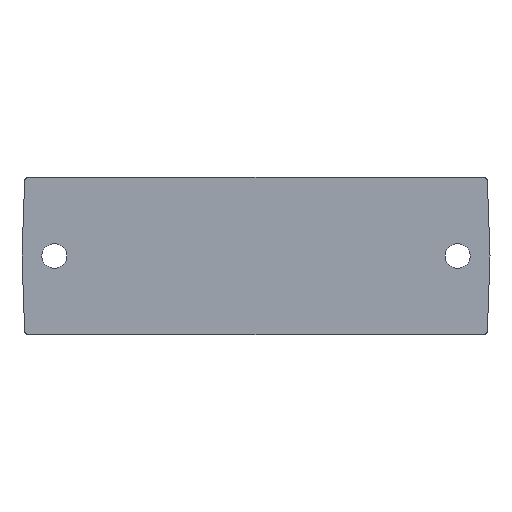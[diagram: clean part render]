
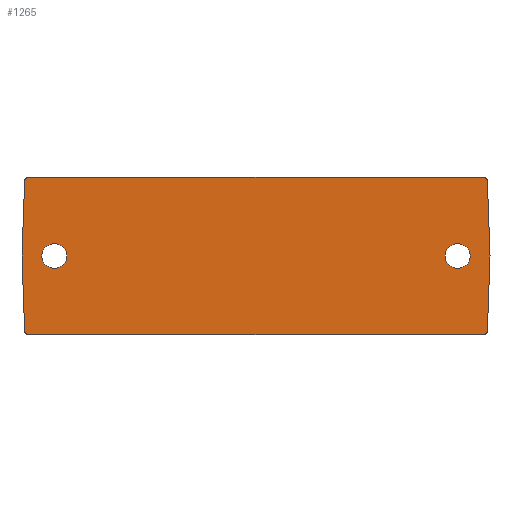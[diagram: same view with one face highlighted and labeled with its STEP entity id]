
A CAD part, front view. The second image highlights one B-rep face of the part: STEP entity #1265.
In plain terms, the highlighted planar face has unit normal (0, -1, 0).
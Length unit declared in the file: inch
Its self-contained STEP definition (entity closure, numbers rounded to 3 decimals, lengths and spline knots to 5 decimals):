
#13 = DIRECTION ( 'NONE',  ( 0., 1., 0. ) ) ;
#17 = LINE ( 'NONE', #3206, #3918 ) ;
#133 = DIRECTION ( 'NONE',  ( -1., 0., 0. ) ) ;
#194 = EDGE_CURVE ( 'NONE', #521, #3188, #394, .T. ) ;
#246 = DIRECTION ( 'NONE',  ( -1., 0., 0. ) ) ;
#272 = AXIS2_PLACEMENT_3D ( 'NONE', #3153, #3136, #4757 ) ;
#282 = CIRCLE ( 'NONE', #1957, 0.03 ) ;
#394 = LINE ( 'NONE', #1563, #1430 ) ;
#442 = CIRCLE ( 'NONE', #2458, 0.094 ) ;
#474 = FACE_BOUND ( 'NONE', #1921, .T. ) ;
#476 = ORIENTED_EDGE ( 'NONE', *, *, #1469, .F. ) ;
#521 = VERTEX_POINT ( 'NONE', #4250 ) ;
#618 = DIRECTION ( 'NONE',  ( -1., 0., 0. ) ) ;
#660 = EDGE_CURVE ( 'NONE', #2891, #2280, #442, .T. ) ;
#751 = CARTESIAN_POINT ( 'NONE',  ( 1.746, -1.12598, -0.56554 ) ) ;
#764 = EDGE_CURVE ( 'NONE', #3188, #4504, #1424, .T. ) ;
#791 = DIRECTION ( 'NONE',  ( 1., 0., 0. ) ) ;
#800 = VECTOR ( 'NONE', #3453, 39.37008 ) ;
#814 = CARTESIAN_POINT ( 'NONE',  ( -1.746, -1.12598, 0.56554 ) ) ;
#824 = CARTESIAN_POINT ( 'NONE',  ( -1.746, -1.12598, -0.56554 ) ) ;
#875 = ORIENTED_EDGE ( 'NONE', *, *, #2373, .T. ) ;
#1021 = EDGE_CURVE ( 'NONE', #2280, #2891, #1893, .T. ) ;
#1118 = CIRCLE ( 'NONE', #4900, 0.094 ) ;
#1227 = CARTESIAN_POINT ( 'NONE',  ( 1.746, -1.12598, 0.56554 ) ) ;
#1255 = EDGE_CURVE ( 'NONE', #4239, #4390, #3933, .T. ) ;
#1265 = ADVANCED_FACE ( 'NONE', ( #1510, #474, #2727 ), #2244, .F. ) ;
#1317 = ORIENTED_EDGE ( 'NONE', *, *, #2006, .F. ) ;
#1386 = CARTESIAN_POINT ( 'NONE',  ( -1.76575, -1.12598, 0. ) ) ;
#1389 = CARTESIAN_POINT ( 'NONE',  ( 1.71602, -1.12598, 0.56449 ) ) ;
#1408 = DIRECTION ( 'NONE',  ( 0., -1., 0. ) ) ;
#1424 = CIRCLE ( 'NONE', #272, 0.03 ) ;
#1430 = VECTOR ( 'NONE', #4403, 39.37008 ) ;
#1469 = EDGE_CURVE ( 'NONE', #3713, #2937, #3359, .T. ) ;
#1510 = FACE_BOUND ( 'NONE', #3934, .T. ) ;
#1563 = CARTESIAN_POINT ( 'NONE',  ( 1.76575, -1.12598, -0.59449 ) ) ;
#1628 = DIRECTION ( 'NONE',  ( 0., 1., 0. ) ) ;
#1762 = VECTOR ( 'NONE', #2559, 39.37008 ) ;
#1775 = CARTESIAN_POINT ( 'NONE',  ( -1.71602, -1.12598, -0.56449 ) ) ;
#1826 = VECTOR ( 'NONE', #791, 39.37008 ) ;
#1854 = CARTESIAN_POINT ( 'NONE',  ( 1.76575, -1.12598, 0. ) ) ;
#1874 = EDGE_CURVE ( 'NONE', #4390, #2534, #4621, .T. ) ;
#1885 = CARTESIAN_POINT ( 'NONE',  ( 1.71602, -1.12598, 0.59449 ) ) ;
#1886 = CARTESIAN_POINT ( 'NONE',  ( -1.71602, -1.12598, 0.59449 ) ) ;
#1893 = CIRCLE ( 'NONE', #4705, 0.094 ) ;
#1921 = EDGE_LOOP ( 'NONE', ( #3995, #875 ) ) ;
#1957 = AXIS2_PLACEMENT_3D ( 'NONE', #2690, #1408, #246 ) ;
#2006 = EDGE_CURVE ( 'NONE', #3878, #2534, #2912, .T. ) ;
#2009 = ORIENTED_EDGE ( 'NONE', *, *, #4512, .T. ) ;
#2101 = ORIENTED_EDGE ( 'NONE', *, *, #4012, .F. ) ;
#2127 = CARTESIAN_POINT ( 'NONE',  ( -1.7636, -1.12598, -0.06159 ) ) ;
#2156 = AXIS2_PLACEMENT_3D ( 'NONE', #1389, #5023, #3823 ) ;
#2162 = ORIENTED_EDGE ( 'NONE', *, *, #3830, .T. ) ;
#2172 = EDGE_CURVE ( 'NONE', #4683, #3180, #4917, .T. ) ;
#2179 = ORIENTED_EDGE ( 'NONE', *, *, #3888, .T. ) ;
#2218 = DIRECTION ( 'NONE',  ( 0., 1., 0. ) ) ;
#2238 = CARTESIAN_POINT ( 'NONE',  ( 1.52165, -1.12598, 0. ) ) ;
#2244 = PLANE ( 'NONE',  #3631 ) ;
#2280 = VERTEX_POINT ( 'NONE', #2952 ) ;
#2373 = EDGE_CURVE ( 'NONE', #3180, #4683, #1118, .T. ) ;
#2386 = CARTESIAN_POINT ( 'NONE',  ( -1.52165, -1.12598, -0.094 ) ) ;
#2400 = DIRECTION ( 'NONE',  ( 0.035, 0., 0.999 ) ) ;
#2458 = AXIS2_PLACEMENT_3D ( 'NONE', #2238, #2218, #5056 ) ;
#2534 = VERTEX_POINT ( 'NONE', #1885 ) ;
#2559 = DIRECTION ( 'NONE',  ( -0.035, 0., 0.999 ) ) ;
#2589 = DIRECTION ( 'NONE',  ( 0., -1., 0. ) ) ;
#2612 = ORIENTED_EDGE ( 'NONE', *, *, #1874, .T. ) ;
#2685 = ORIENTED_EDGE ( 'NONE', *, *, #194, .T. ) ;
#2690 = CARTESIAN_POINT ( 'NONE',  ( -1.71602, -1.12598, 0.56449 ) ) ;
#2727 = FACE_OUTER_BOUND ( 'NONE', #3374, .T. ) ;
#2778 = LINE ( 'NONE', #1386, #3424 ) ;
#2854 = ORIENTED_EDGE ( 'NONE', *, *, #660, .T. ) ;
#2860 = CARTESIAN_POINT ( 'NONE',  ( 1.52165, -1.12598, 0. ) ) ;
#2891 = VERTEX_POINT ( 'NONE', #3397 ) ;
#2910 = CARTESIAN_POINT ( 'NONE',  ( -1.52165, -1.12598, 0.094 ) ) ;
#2912 = LINE ( 'NONE', #4891, #1826 ) ;
#2937 = VERTEX_POINT ( 'NONE', #3844 ) ;
#2952 = CARTESIAN_POINT ( 'NONE',  ( 1.52165, -1.12598, -0.094 ) ) ;
#2955 = AXIS2_PLACEMENT_3D ( 'NONE', #1775, #2589, #133 ) ;
#3136 = DIRECTION ( 'NONE',  ( 0., -1., 0. ) ) ;
#3153 = CARTESIAN_POINT ( 'NONE',  ( 1.71602, -1.12598, -0.56449 ) ) ;
#3180 = VERTEX_POINT ( 'NONE', #2386 ) ;
#3188 = VERTEX_POINT ( 'NONE', #5180 ) ;
#3206 = CARTESIAN_POINT ( 'NONE',  ( 1.7636, -1.12598, -0.06159 ) ) ;
#3219 = DIRECTION ( 'NONE',  ( 0., 0., 1. ) ) ;
#3359 = LINE ( 'NONE', #2127, #1762 ) ;
#3374 = EDGE_LOOP ( 'NONE', ( #476, #2162, #2685, #4520, #2009, #4145, #2612, #1317, #2179, #2101 ) ) ;
#3390 = AXIS2_PLACEMENT_3D ( 'NONE', #4452, #13, #3619 ) ;
#3397 = CARTESIAN_POINT ( 'NONE',  ( 1.52165, -1.12598, 0.094 ) ) ;
#3422 = CARTESIAN_POINT ( 'NONE',  ( -1.52165, -1.12598, 0. ) ) ;
#3424 = VECTOR ( 'NONE', #4305, 39.37008 ) ;
#3453 = DIRECTION ( 'NONE',  ( -0.035, 0., 0.999 ) ) ;
#3469 = CARTESIAN_POINT ( 'NONE',  ( 1.76575, -1.12598, 0.59449 ) ) ;
#3477 = CIRCLE ( 'NONE', #2955, 0.03 ) ;
#3619 = DIRECTION ( 'NONE',  ( 0., 0., 1. ) ) ;
#3631 = AXIS2_PLACEMENT_3D ( 'NONE', #3469, #5090, #618 ) ;
#3661 = CARTESIAN_POINT ( 'NONE',  ( 1.76575, -1.12598, 0. ) ) ;
#3713 = VERTEX_POINT ( 'NONE', #824 ) ;
#3823 = DIRECTION ( 'NONE',  ( -1., 0., 0. ) ) ;
#3830 = EDGE_CURVE ( 'NONE', #3713, #521, #3477, .T. ) ;
#3844 = CARTESIAN_POINT ( 'NONE',  ( -1.76575, -1.12598, 0. ) ) ;
#3878 = VERTEX_POINT ( 'NONE', #1886 ) ;
#3888 = EDGE_CURVE ( 'NONE', #3878, #4363, #282, .T. ) ;
#3918 = VECTOR ( 'NONE', #2400, 39.37008 ) ;
#3933 = LINE ( 'NONE', #1854, #800 ) ;
#3934 = EDGE_LOOP ( 'NONE', ( #2854, #4235 ) ) ;
#3995 = ORIENTED_EDGE ( 'NONE', *, *, #2172, .T. ) ;
#4012 = EDGE_CURVE ( 'NONE', #2937, #4363, #2778, .T. ) ;
#4145 = ORIENTED_EDGE ( 'NONE', *, *, #1255, .T. ) ;
#4235 = ORIENTED_EDGE ( 'NONE', *, *, #1021, .T. ) ;
#4239 = VERTEX_POINT ( 'NONE', #3661 ) ;
#4250 = CARTESIAN_POINT ( 'NONE',  ( -1.71602, -1.12598, -0.59449 ) ) ;
#4305 = DIRECTION ( 'NONE',  ( 0.035, 0., 0.999 ) ) ;
#4363 = VERTEX_POINT ( 'NONE', #814 ) ;
#4390 = VERTEX_POINT ( 'NONE', #1227 ) ;
#4403 = DIRECTION ( 'NONE',  ( 1., 0., 0. ) ) ;
#4452 = CARTESIAN_POINT ( 'NONE',  ( -1.52165, -1.12598, 0. ) ) ;
#4504 = VERTEX_POINT ( 'NONE', #751 ) ;
#4512 = EDGE_CURVE ( 'NONE', #4504, #4239, #17, .T. ) ;
#4520 = ORIENTED_EDGE ( 'NONE', *, *, #764, .T. ) ;
#4621 = CIRCLE ( 'NONE', #2156, 0.03 ) ;
#4653 = DIRECTION ( 'NONE',  ( 0., 1., 0. ) ) ;
#4683 = VERTEX_POINT ( 'NONE', #2910 ) ;
#4705 = AXIS2_PLACEMENT_3D ( 'NONE', #2860, #1628, #3219 ) ;
#4757 = DIRECTION ( 'NONE',  ( -1., 0., 0. ) ) ;
#4891 = CARTESIAN_POINT ( 'NONE',  ( 1.76575, -1.12598, 0.59449 ) ) ;
#4900 = AXIS2_PLACEMENT_3D ( 'NONE', #3422, #4653, #5036 ) ;
#4917 = CIRCLE ( 'NONE', #3390, 0.094 ) ;
#5023 = DIRECTION ( 'NONE',  ( 0., -1., 0. ) ) ;
#5036 = DIRECTION ( 'NONE',  ( 0., 0., 1. ) ) ;
#5056 = DIRECTION ( 'NONE',  ( 0., 0., 1. ) ) ;
#5090 = DIRECTION ( 'NONE',  ( 0., 1., 0. ) ) ;
#5180 = CARTESIAN_POINT ( 'NONE',  ( 1.71602, -1.12598, -0.59449 ) ) ;
